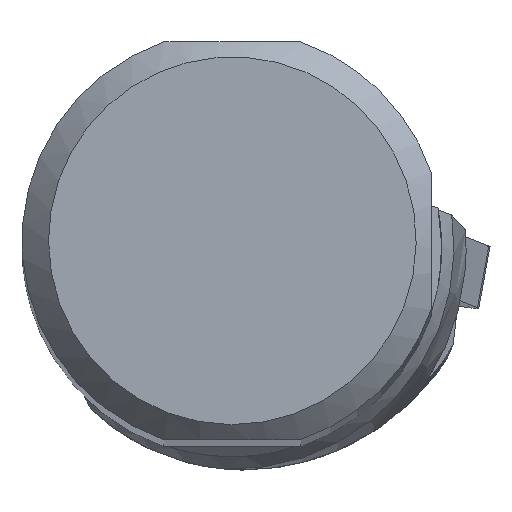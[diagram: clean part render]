
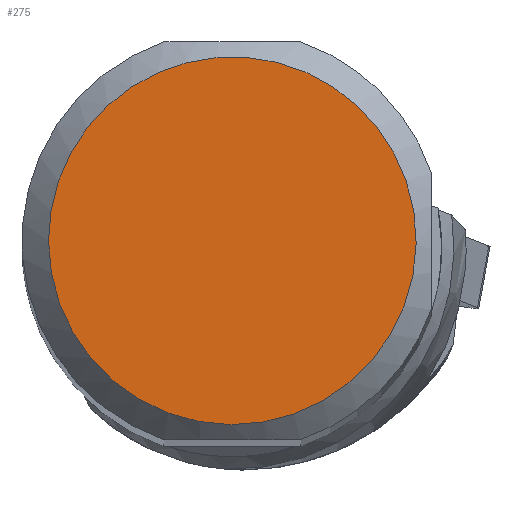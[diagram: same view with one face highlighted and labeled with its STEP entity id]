
A CAD part, top view. The second image highlights one B-rep face of the part: STEP entity #275.
In plain terms, the highlighted planar face has unit normal (0, 0, 1).
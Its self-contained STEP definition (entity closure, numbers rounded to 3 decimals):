
#204=FACE_OUTER_BOUND('',#627,.T.);
#275=ADVANCED_FACE('CU_SU_BP3',(#204),#330,.T.);
#330=PLANE('',#1558);
#627=EDGE_LOOP('',(#832));
#832=ORIENTED_EDGE('',*,*,#1308,.F.);
#1152=VERTEX_POINT('',#2318);
#1308=EDGE_CURVE('',#1152,#1152,#1418,.T.);
#1418=CIRCLE('',#1557,13.864);
#1557=AXIS2_PLACEMENT_3D('',#2317,#1830,#1831);
#1558=AXIS2_PLACEMENT_3D('',#2319,#1832,#1833);
#1830=DIRECTION('',(0.,0.,-1.));
#1831=DIRECTION('',(-1.,0.,0.));
#1832=DIRECTION('',(0.,0.,1.));
#1833=DIRECTION('',(-1.,0.,0.));
#2317=CARTESIAN_POINT('',(0.,0.,0.));
#2318=CARTESIAN_POINT('',(-13.864,0.,0.));
#2319=CARTESIAN_POINT('',(0.,0.,
0.));
